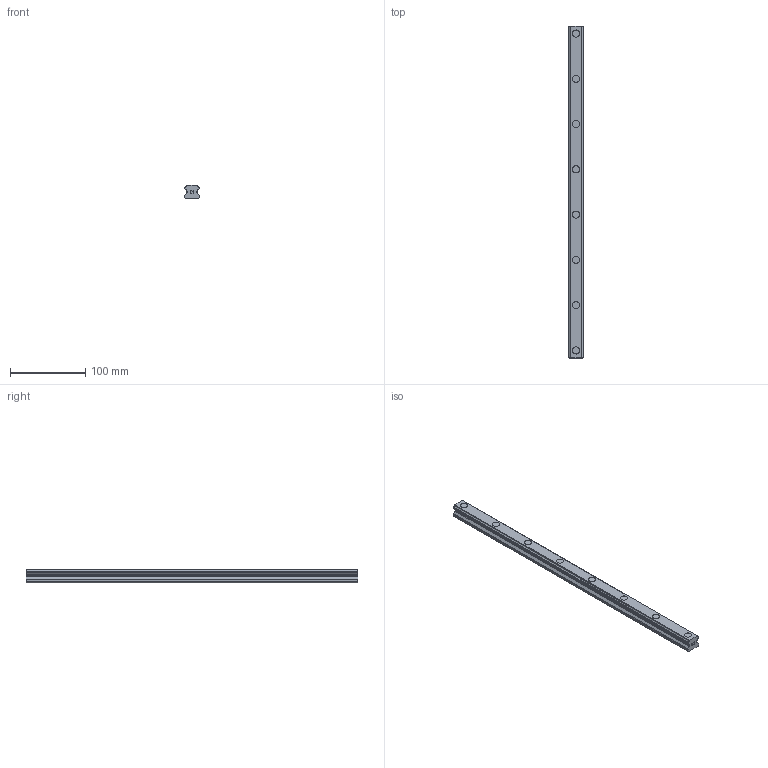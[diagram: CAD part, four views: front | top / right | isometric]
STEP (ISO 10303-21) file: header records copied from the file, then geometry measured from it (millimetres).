
FILE_DESCRIPTION(('STEP AP214'),'1');
FILE_NAME('cctmp_8B5F4E02-D7A0-4F30-8986-0B532875AE92_2020_5_18_10_41_31_850..stp','2020-05-18T08:41:31',('HIWIN GmbH'),('CADClick - www.CADClick.com'),'Spatial InterOp 3D',' ','unknown authorization');
FILE_SCHEMA(('AUTOMOTIVE_DESIGN'));
Length unit declared in the file: millimetre
Products named in the file (1): HGR20R440H_FILE
Bounding box: 20 x 440 x 17.5 mm (x, y, z)
Volume: 125262.6 mm3; surface area: 38142.4 mm2
Topology: 1 solids, 1 shells, 179 faces, 447 edges, 298 vertices
Faces by surface type: plane 109, cylinder 70
Entity records: 6817 total; most frequent: DIRECTION 947, CARTESIAN_POINT 925, ORIENTED_EDGE 894, EDGE_CURVE 447, AXIS2_PLACEMENT_3D 320, LINE 307, VECTOR 307, VERTEX_POINT 298
